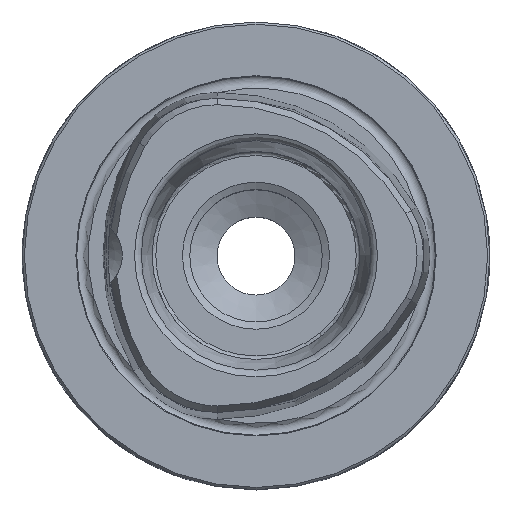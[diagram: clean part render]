
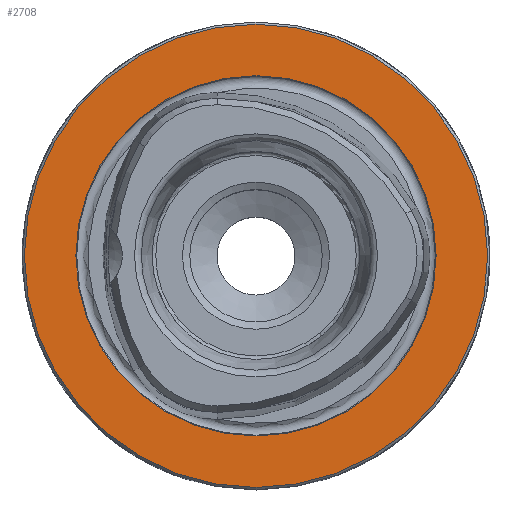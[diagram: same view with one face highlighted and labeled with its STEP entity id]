
A CAD part, top view. The second image highlights one B-rep face of the part: STEP entity #2708.
In plain terms, the highlighted planar face has unit normal (0, 0, 1).
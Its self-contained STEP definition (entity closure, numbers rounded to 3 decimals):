
#229=PLANE('',#2910);
#447=ORIENTED_EDGE('',*,*,#784,.T.);
#448=ORIENTED_EDGE('',*,*,#862,.F.);
#784=EDGE_CURVE('',#1020,#1020,#1187,.T.);
#862=EDGE_CURVE('',#1077,#1077,#1206,.T.);
#1020=VERTEX_POINT('',#3717);
#1077=VERTEX_POINT('',#3981);
#1187=CIRCLE('',#2852,31.2);
#1206=CIRCLE('',#2911,24.264);
#1359=EDGE_LOOP('',(#447));
#1360=EDGE_LOOP('',(#448));
#1560=FACE_BOUND('',#1359,.T.);
#1561=FACE_BOUND('',#1360,.T.);
#2708=ADVANCED_FACE('',(#1560,#1561),#229,.T.);
#2852=AXIS2_PLACEMENT_3D('',#3716,#3174,#3175);
#2910=AXIS2_PLACEMENT_3D('',#3979,#3320,#3321);
#2911=AXIS2_PLACEMENT_3D('',#3980,#3322,#3323);
#3174=DIRECTION('',(0.,0.,1.));
#3175=DIRECTION('',(1.,0.,0.));
#3320=DIRECTION('',(0.,0.,1.));
#3321=DIRECTION('',(1.,0.,0.));
#3322=DIRECTION('',(0.,0.,1.));
#3323=DIRECTION('',(1.,0.,0.));
#3716=CARTESIAN_POINT('',(0.,0.,0.));
#3717=CARTESIAN_POINT('',(31.2,0.,0.));
#3979=CARTESIAN_POINT('',(24.2,0.,0.));
#3980=CARTESIAN_POINT('',(0.,0.,0.));
#3981=CARTESIAN_POINT('',(24.264,0.,0.));
